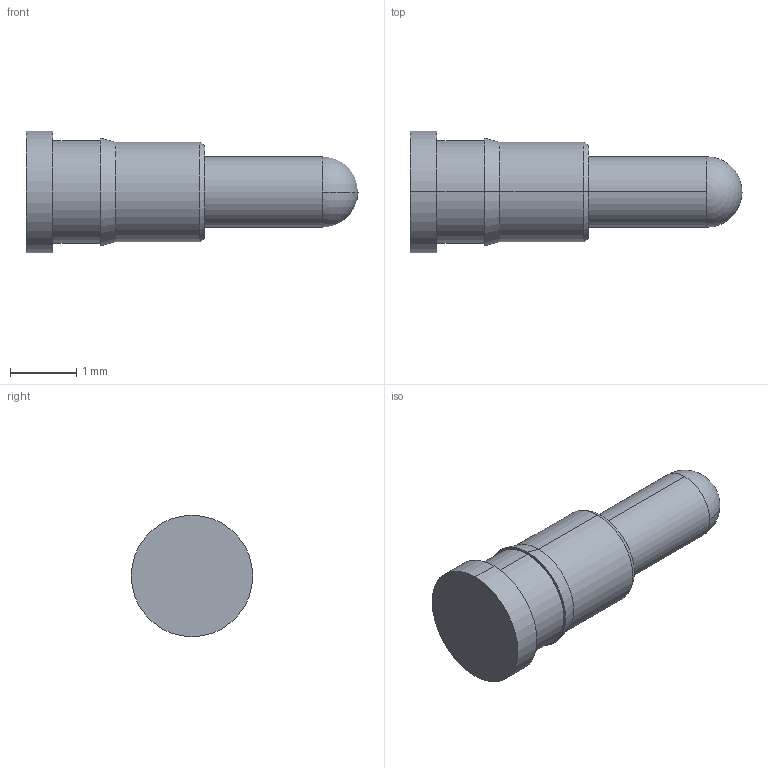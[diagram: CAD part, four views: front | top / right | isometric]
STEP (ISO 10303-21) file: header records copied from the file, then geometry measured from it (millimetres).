
FILE_DESCRIPTION (( 'STEP AP214' ), '1' );
FILE_NAME ('EB7B3241-98D2-4471-AB56-0DA93136CD8A.STEP', '2022-07-22T15:36:07', ( '' ), ( '' ), 'SwSTEP 2.0', 'SolidWorks 2022', '' );
FILE_SCHEMA (( 'AUTOMOTIVE_DESIGN' ));
Length unit declared in the file: inch
Products named in the file (1): EB7B3241-98D2-4471-AB56-0DA93136CD8A
Bounding box: 5 x 1.83 x 1.83 mm (x, y, z)
Volume: 7.1 mm3; surface area: 25.3 mm2
Topology: 1 solids, 1 shells, 18 faces, 38 edges, 23 vertices
Faces by surface type: cylinder 8, cone 4, plane 4, sphere 2
Entity records: 520 total; most frequent: DIRECTION 98, CARTESIAN_POINT 78, ORIENTED_EDGE 72, AXIS2_PLACEMENT_3D 43, EDGE_CURVE 36, CIRCLE 24, VERTEX_POINT 23, EDGE_LOOP 21
